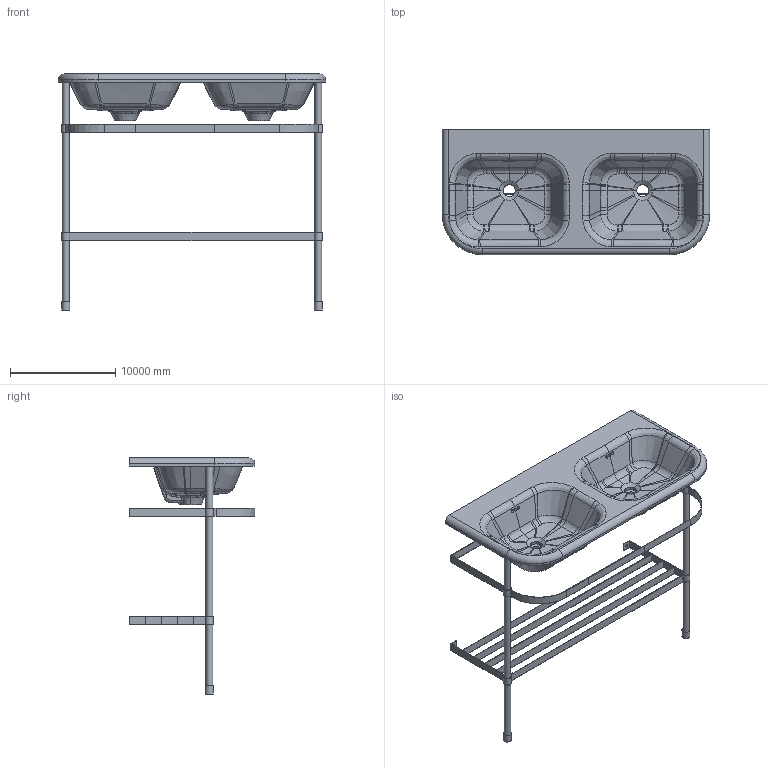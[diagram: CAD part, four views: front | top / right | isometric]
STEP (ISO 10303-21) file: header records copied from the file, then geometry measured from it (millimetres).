
FILE_DESCRIPTION( ('This file contains a STEP AP42 implementation' ,'as created by ZW3D STEP Interface translator.') ,'2;1' );
FILE_NAME( 'B10DE B10ES-3d (1).stp' ,'23 224.114745', (''), ('ZWCAD Software Co.'), 'Version 1.0', 'ZW3D to STEP translator', '' );
FILE_SCHEMA(('AUTOMOTIVE_DESIGN { 1 0 10303 214 1 1 1 1 }'));
Length unit declared in the file: millimetre
Products named in the file (2): 0; B10DE B10ES-3d (1)
Bounding box: 25400 x 11938 x 22428.69 mm (x, y, z)
Volume: 168428925409.5 mm3; surface area: 1355357498.5 mm2
Topology: 16 solids, 60 shells, 708 faces, 1767 edges, 1124 vertices
Faces by surface type: bspline 472, plane 138, cylinder 76, torus 10, cone 8, sphere 4
Full cylindrical faces by diameter (mm): 203.2 x4, 304.8 x2, 609.6 x2, 645.16 x6, 762 x6
Entity records: 48152 total; most frequent: CARTESIAN_POINT 33628, ORIENTED_EDGE 3326, DIRECTION 1910, EDGE_CURVE 1766, VERTEX_POINT 1124, B_SPLINE_CURVE_WITH_KNOTS 819, EDGE_LOOP 739, AXIS2_PLACEMENT_3D 732
